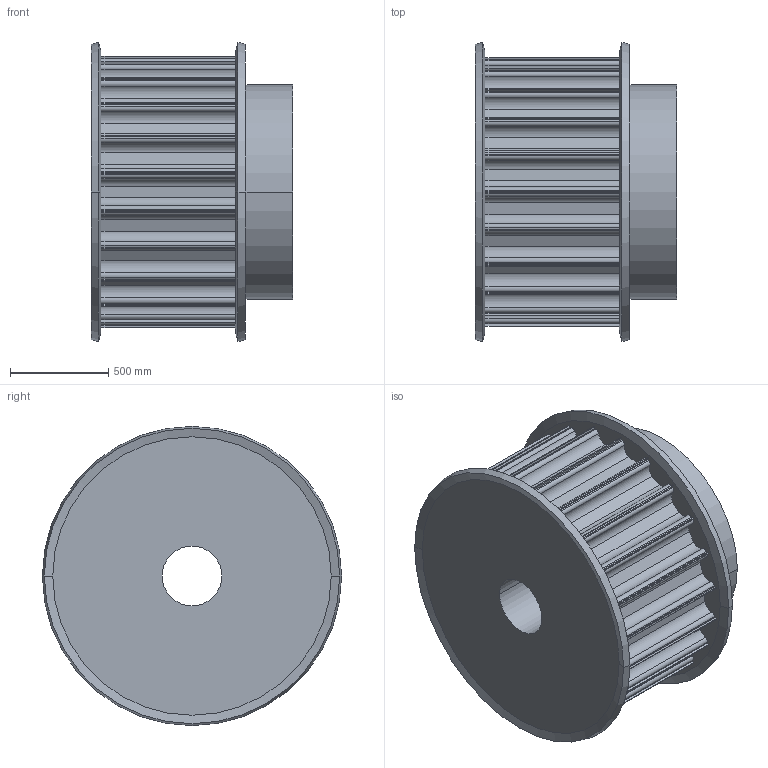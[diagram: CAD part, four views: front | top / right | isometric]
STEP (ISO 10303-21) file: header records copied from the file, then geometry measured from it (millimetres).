
FILE_DESCRIPTION((''),'2;1');
FILE_NAME('BELT_WHEEL_ONE','2026-01-05T14:44:24',('H576696'),('Honeywell International Inc.'),'CREO PARAMETRIC BY PTC INC, 2023134','CREO PARAMETRIC BY PTC INC, 2023134','');
FILE_SCHEMA(('AUTOMOTIVE_DESIGN { 1 0 10303 214 1 1 1 1 }'));
Length unit declared in the file: inch
Products named in the file (1): BELT_WHEEL_ONE
Bounding box: 1027.57 x 1525.94 x 1525.94 mm (x, y, z)
Volume: 1152401597.6 mm3; surface area: 11410800.7 mm2
Topology: 1 solids, 1 shells, 241 faces, 700 edges, 464 vertices
Faces by surface type: plane 115, cylinder 114, cone 12
Entity records: 8183 total; most frequent: DIRECTION 1428, CARTESIAN_POINT 1408, ORIENTED_EDGE 1400, EDGE_CURVE 700, AXIS2_PLACEMENT_3D 486, VERTEX_POINT 464, VECTOR 456, LINE 456
